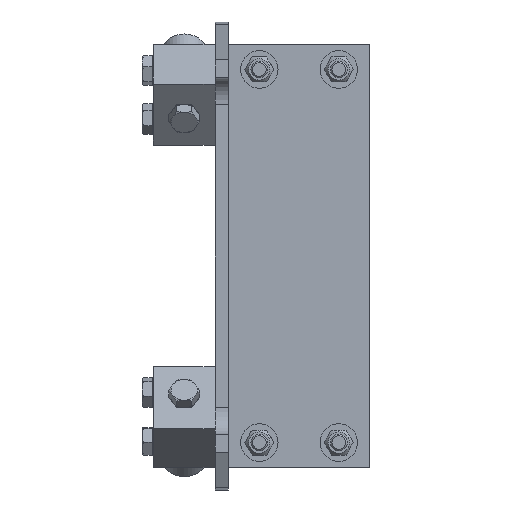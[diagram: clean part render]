
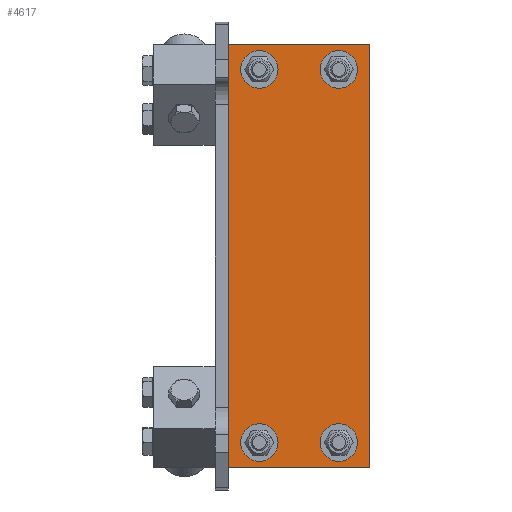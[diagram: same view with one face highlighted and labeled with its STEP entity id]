
A CAD part, left-side view. The second image highlights one B-rep face of the part: STEP entity #4617.
In plain terms, the highlighted planar face has unit normal (-1, 0, 0).
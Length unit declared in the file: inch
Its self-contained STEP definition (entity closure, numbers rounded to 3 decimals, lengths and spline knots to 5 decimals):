
#465=FACE_BOUND('',#1181,.T.);
#466=FACE_BOUND('',#1182,.T.);
#467=FACE_BOUND('',#1183,.T.);
#468=FACE_BOUND('',#1184,.T.);
#558=PLANE('',#5429);
#785=FACE_OUTER_BOUND('',#1180,.T.);
#1180=EDGE_LOOP('',(#4095,#4096,#4097,#4098));
#1181=EDGE_LOOP('',(#4099));
#1182=EDGE_LOOP('',(#4100));
#1183=EDGE_LOOP('',(#4101));
#1184=EDGE_LOOP('',(#4102));
#1477=LINE('',#8101,#1757);
#1478=LINE('',#8103,#1758);
#1479=LINE('',#8105,#1759);
#1480=LINE('',#8106,#1760);
#1757=VECTOR('',#6676,0.3937);
#1758=VECTOR('',#6677,0.3937);
#1759=VECTOR('',#6678,0.3937);
#1760=VECTOR('',#6679,0.3937);
#2023=CIRCLE('',#5416,0.28125);
#2026=CIRCLE('',#5420,0.28125);
#2029=CIRCLE('',#5424,0.28125);
#2032=CIRCLE('',#5428,0.28125);
#2390=VERTEX_POINT('',#8071);
#2393=VERTEX_POINT('',#8079);
#2396=VERTEX_POINT('',#8087);
#2399=VERTEX_POINT('',#8095);
#2400=VERTEX_POINT('',#8099);
#2401=VERTEX_POINT('',#8100);
#2402=VERTEX_POINT('',#8102);
#2403=VERTEX_POINT('',#8104);
#2966=EDGE_CURVE('',#2390,#2390,#2023,.T.);
#2970=EDGE_CURVE('',#2393,#2393,#2026,.T.);
#2974=EDGE_CURVE('',#2396,#2396,#2029,.T.);
#2978=EDGE_CURVE('',#2399,#2399,#2032,.T.);
#2979=EDGE_CURVE('',#2400,#2401,#1477,.T.);
#2980=EDGE_CURVE('',#2401,#2402,#1478,.T.);
#2981=EDGE_CURVE('',#2402,#2403,#1479,.T.);
#2982=EDGE_CURVE('',#2403,#2400,#1480,.T.);
#4095=ORIENTED_EDGE('',*,*,#2979,.T.);
#4096=ORIENTED_EDGE('',*,*,#2980,.T.);
#4097=ORIENTED_EDGE('',*,*,#2981,.T.);
#4098=ORIENTED_EDGE('',*,*,#2982,.T.);
#4099=ORIENTED_EDGE('',*,*,#2966,.T.);
#4100=ORIENTED_EDGE('',*,*,#2970,.T.);
#4101=ORIENTED_EDGE('',*,*,#2974,.T.);
#4102=ORIENTED_EDGE('',*,*,#2978,.T.);
#4617=ADVANCED_FACE('',(#785,#465,#466,#467,#468),#558,.T.);
#5416=AXIS2_PLACEMENT_3D('',#8073,#6645,#6646);
#5420=AXIS2_PLACEMENT_3D('',#8081,#6654,#6655);
#5424=AXIS2_PLACEMENT_3D('',#8089,#6663,#6664);
#5428=AXIS2_PLACEMENT_3D('',#8097,#6672,#6673);
#5429=AXIS2_PLACEMENT_3D('',#8098,#6674,#6675);
#6645=DIRECTION('center_axis',(1.,0.,0.));
#6646=DIRECTION('ref_axis',(0.,0.,-1.));
#6654=DIRECTION('center_axis',(1.,0.,0.));
#6655=DIRECTION('ref_axis',(0.,0.,-1.));
#6663=DIRECTION('center_axis',(1.,0.,0.));
#6664=DIRECTION('ref_axis',(0.,0.,-1.));
#6672=DIRECTION('center_axis',(1.,0.,0.));
#6673=DIRECTION('ref_axis',(0.,0.,-1.));
#6674=DIRECTION('center_axis',(-1.,0.,0.));
#6675=DIRECTION('ref_axis',(0.,0.,1.));
#6676=DIRECTION('',(0.,-1.,0.));
#6677=DIRECTION('',(0.,0.,1.));
#6678=DIRECTION('',(0.,1.,0.));
#6679=DIRECTION('',(0.,0.,-1.));
#8071=CARTESIAN_POINT('',(-0.25,-1.125,-5.));
#8073=CARTESIAN_POINT('Origin',(-0.25,-1.125,-5.28125));
#8079=CARTESIAN_POINT('',(-0.25,1.125,5.5625));
#8081=CARTESIAN_POINT('Origin',(-0.25,1.125,5.28125));
#8087=CARTESIAN_POINT('',(-0.25,1.125,-5.));
#8089=CARTESIAN_POINT('Origin',(-0.25,1.125,-5.28125));
#8095=CARTESIAN_POINT('',(-0.25,-1.125,5.5625));
#8097=CARTESIAN_POINT('Origin',(-0.25,-1.125,5.28125));
#8098=CARTESIAN_POINT('Origin',(-0.25,0.,0.));
#8099=CARTESIAN_POINT('',(-0.25,2.,-6.));
#8100=CARTESIAN_POINT('',(-0.25,-2.,-6.));
#8101=CARTESIAN_POINT('',(-0.25,-2.,-6.));
#8102=CARTESIAN_POINT('',(-0.25,-2.,6.));
#8103=CARTESIAN_POINT('',(-0.25,-2.,6.));
#8104=CARTESIAN_POINT('',(-0.25,2.,6.));
#8105=CARTESIAN_POINT('',(-0.25,2.,6.));
#8106=CARTESIAN_POINT('',(-0.25,2.,-6.));
